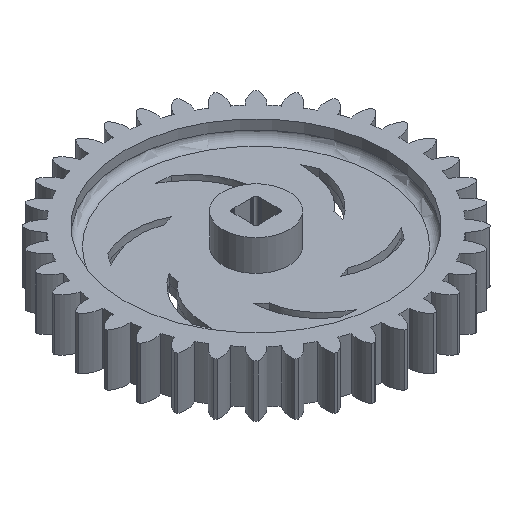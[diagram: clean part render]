
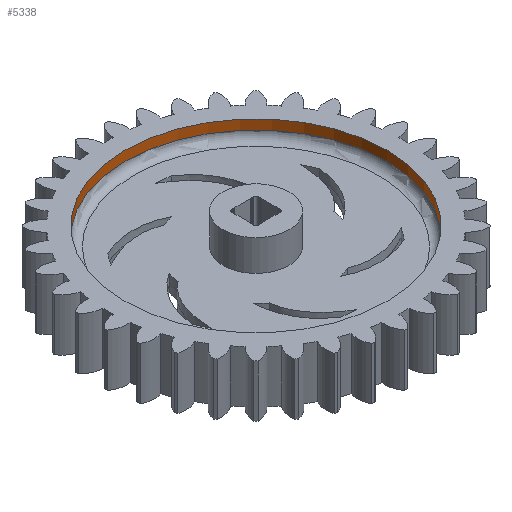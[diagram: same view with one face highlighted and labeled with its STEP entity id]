
A CAD part, isometric view. The second image highlights one B-rep face of the part: STEP entity #5338.
In plain terms, the highlighted cylindrical face has radius 15.921 mm (diameter 31.843 mm), a full revolution.
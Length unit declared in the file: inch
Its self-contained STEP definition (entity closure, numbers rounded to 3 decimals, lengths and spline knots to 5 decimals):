
#37=CYLINDRICAL_SURFACE('',#5860,0.62683);
#465=FACE_OUTER_BOUND('',#758,.T.);
#758=EDGE_LOOP('',(#4179,#4180,#4181,#4182,#4183,#4184));
#1108=LINE('',#10842,#1456);
#1456=VECTOR('',#7071,0.62683);
#1673=CIRCLE('',#5620,0.62683);
#1674=CIRCLE('',#5621,0.62683);
#1839=CIRCLE('',#5861,0.62683);
#1840=CIRCLE('',#5862,0.62683);
#2158=VERTEX_POINT('',#10257);
#2159=VERTEX_POINT('',#10259);
#2376=VERTEX_POINT('',#10841);
#2377=VERTEX_POINT('',#10843);
#2736=EDGE_CURVE('',#2159,#2158,#1673,.T.);
#2737=EDGE_CURVE('',#2158,#2159,#1674,.T.);
#3026=EDGE_CURVE('',#2158,#2376,#1108,.T.);
#3027=EDGE_CURVE('',#2377,#2376,#1839,.T.);
#3028=EDGE_CURVE('',#2376,#2377,#1840,.T.);
#4179=ORIENTED_EDGE('',*,*,#2736,.T.);
#4180=ORIENTED_EDGE('',*,*,#3026,.T.);
#4181=ORIENTED_EDGE('',*,*,#3027,.F.);
#4182=ORIENTED_EDGE('',*,*,#3028,.F.);
#4183=ORIENTED_EDGE('',*,*,#3026,.F.);
#4184=ORIENTED_EDGE('',*,*,#2737,.T.);
#5338=ADVANCED_FACE('',(#465),#37,.F.);
#5620=AXIS2_PLACEMENT_3D('',#10260,#6465,#6466);
#5621=AXIS2_PLACEMENT_3D('',#10261,#6467,#6468);
#5860=AXIS2_PLACEMENT_3D('',#10840,#7069,#7070);
#5861=AXIS2_PLACEMENT_3D('',#10844,#7072,#7073);
#5862=AXIS2_PLACEMENT_3D('',#10845,#7074,#7075);
#6465=DIRECTION('center_axis',(0.,0.,-1.));
#6466=DIRECTION('ref_axis',(0.,1.,0.));
#6467=DIRECTION('center_axis',(0.,0.,-1.));
#6468=DIRECTION('ref_axis',(0.,1.,0.));
#7069=DIRECTION('center_axis',(0.,0.,1.));
#7070=DIRECTION('ref_axis',(1.,0.,0.));
#7071=DIRECTION('',(0.,0.,1.));
#7072=DIRECTION('center_axis',(0.,0.,-1.));
#7073=DIRECTION('ref_axis',(1.,0.,0.));
#7074=DIRECTION('center_axis',(0.,0.,-1.));
#7075=DIRECTION('ref_axis',(1.,0.,0.));
#10257=CARTESIAN_POINT('',(-0.62683,0.,0.07874));
#10259=CARTESIAN_POINT('',(0.62683,0.,0.07874));
#10260=CARTESIAN_POINT('Origin',(0.,0.,0.07874));
#10261=CARTESIAN_POINT('Origin',(0.,0.,0.07874));
#10840=CARTESIAN_POINT('Origin',(0.,0.,-0.25984));
#10841=CARTESIAN_POINT('',(-0.62683,0.,0.125));
#10842=CARTESIAN_POINT('',(-0.62683,0.,-0.25984));
#10843=CARTESIAN_POINT('',(0.62683,0.,0.125));
#10844=CARTESIAN_POINT('Origin',(0.,0.,0.125));
#10845=CARTESIAN_POINT('Origin',(0.,0.,0.125));
